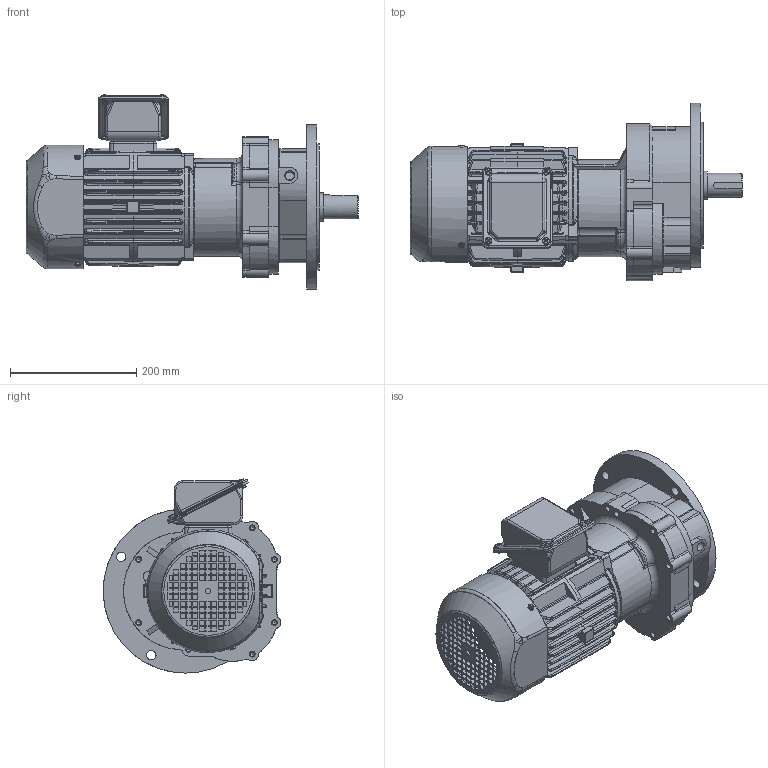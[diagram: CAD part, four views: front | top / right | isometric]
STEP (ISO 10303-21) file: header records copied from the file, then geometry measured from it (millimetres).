
FILE_DESCRIPTION (( 'STEP AP214' ), '1' );
FILE_NAME ('EK2DO07772H001_F1VM15_1.5kw_R5.stp', '2022-07-04T05:13:17', ( 'Windows 餌辨濠' ), ( '' ), 'SwSTEP 2.0', 'SolidWorks 2021', '' );
FILE_SCHEMA (( 'AUTOMOTIVE_DESIGN' ));
Length unit declared in the file: millimetre
Products named in the file (1): EK2DO07772H001_F1VM15_1.5kw_R5
Bounding box: 525.6 x 280.98 x 307.48 mm (x, y, z)
Volume: 11171565.5 mm3; surface area: 821188.4 mm2
Topology: 13 solids, 17 shells, 2940 faces, 7710 edges, 4822 vertices
Faces by surface type: cylinder 1165, plane 1097, bspline 484, torus 95, cone 62, sphere 37
Full cylindrical faces by diameter (mm): 2.7 x2, 4.917 x8, 5 x3, 6 x8, 6.647 x12, 6.8 x8, 7 x8, 8 x4, 9 x12, 10 x2, 10.5 x4, 12 x2, 14.3 x1, 15 x4, 20 x1, 38 x1, 40 x1, 44 x1, 45 x2, 47 x1, 52 x1, 147.312 x1, 161 x2, 175 x1, 200 x1, 260 x1
Entity records: 109178 total; most frequent: CARTESIAN_POINT 40177, ORIENTED_EDGE 14952, DIRECTION 13433, EDGE_CURVE 7476, AXIS2_PLACEMENT_3D 4944, VERTEX_POINT 4748, LINE 3545, VECTOR 3545
